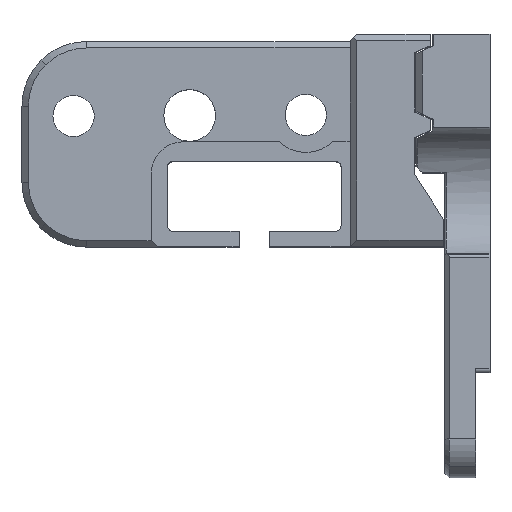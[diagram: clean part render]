
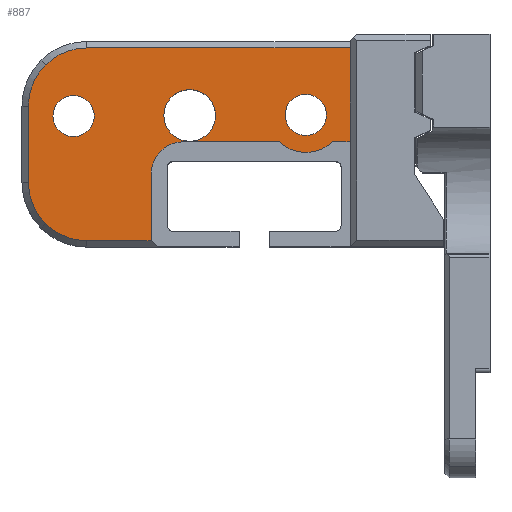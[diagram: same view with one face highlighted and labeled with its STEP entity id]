
A CAD part, top view. The second image highlights one B-rep face of the part: STEP entity #887.
In plain terms, the highlighted planar face has unit normal (0, 0, 1).
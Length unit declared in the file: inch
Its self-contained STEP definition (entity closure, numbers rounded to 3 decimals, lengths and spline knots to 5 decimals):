
#887=ADVANCED_FACE('',(#1809,#1810,#1811,#1812),#1813,.F.);
#1809=FACE_OUTER_BOUND('',#2766,.T.);
#1810=FACE_BOUND('',#2767,.T.);
#1811=FACE_BOUND('',#2768,.T.);
#1812=FACE_BOUND('',#2769,.T.);
#1813=PLANE('',#2770);
#2766=EDGE_LOOP('',(#5447,#5448,#5449,#5450,#5451,#5452,#5453,#5454,#5455,#5456,#5457,#5458,#5459,#5460));
#2767=EDGE_LOOP('',(#5461,#5462));
#2768=EDGE_LOOP('',(#5463,#5464));
#2769=EDGE_LOOP('',(#5465,#5466));
#2770=AXIS2_PLACEMENT_3D('',#5467,#5468,#5469);
#5447=ORIENTED_EDGE('',*,*,#5953,.F.);
#5448=ORIENTED_EDGE('',*,*,#6352,.T.);
#5449=ORIENTED_EDGE('',*,*,#6933,.T.);
#5450=ORIENTED_EDGE('',*,*,#6814,.T.);
#5451=ORIENTED_EDGE('',*,*,#6705,.T.);
#5452=ORIENTED_EDGE('',*,*,#6821,.F.);
#5453=ORIENTED_EDGE('',*,*,#6409,.T.);
#5454=ORIENTED_EDGE('',*,*,#5931,.T.);
#5455=ORIENTED_EDGE('',*,*,#5996,.F.);
#5456=ORIENTED_EDGE('',*,*,#6117,.F.);
#5457=ORIENTED_EDGE('',*,*,#6447,.F.);
#5458=ORIENTED_EDGE('',*,*,#6775,.F.);
#5459=ORIENTED_EDGE('',*,*,#6910,.F.);
#5460=ORIENTED_EDGE('',*,*,#6332,.F.);
#5461=ORIENTED_EDGE('',*,*,#6927,.F.);
#5462=ORIENTED_EDGE('',*,*,#6934,.F.);
#5463=ORIENTED_EDGE('',*,*,#6867,.F.);
#5464=ORIENTED_EDGE('',*,*,#6000,.F.);
#5465=ORIENTED_EDGE('',*,*,#6935,.F.);
#5466=ORIENTED_EDGE('',*,*,#6439,.F.);
#5467=CARTESIAN_POINT('',(4.18245,-0.77789,-0.55172));
#5468=DIRECTION('',(0.0,-0.0,-1.0));
#5469=DIRECTION('',(0.0,-1.0,0.0));
#5931=EDGE_CURVE('',#7193,#7191,#7194,.T.);
#5953=EDGE_CURVE('',#7231,#7233,#7234,.T.);
#5996=EDGE_CURVE('',#7306,#7191,#7308,.T.);
#6000=EDGE_CURVE('',#7311,#7314,#7315,.T.);
#6117=EDGE_CURVE('',#7517,#7306,#7519,.T.);
#6332=EDGE_CURVE('',#7233,#7888,#7890,.T.);
#6352=EDGE_CURVE('',#7231,#7917,#7919,.T.);
#6409=EDGE_CURVE('',#8008,#7193,#8010,.T.);
#6439=EDGE_CURVE('',#8050,#8053,#8054,.T.);
#6447=EDGE_CURVE('',#8063,#7517,#8065,.T.);
#6705=EDGE_CURVE('',#8406,#8404,#8407,.T.);
#6775=EDGE_CURVE('',#8486,#8063,#8488,.T.);
#6814=EDGE_CURVE('',#8530,#8406,#8532,.T.);
#6821=EDGE_CURVE('',#8008,#8404,#8539,.T.);
#6867=EDGE_CURVE('',#7314,#7311,#8597,.T.);
#6910=EDGE_CURVE('',#7888,#8486,#8640,.T.);
#6927=EDGE_CURVE('',#8658,#8656,#8660,.T.);
#6933=EDGE_CURVE('',#7917,#8530,#8666,.T.);
#6934=EDGE_CURVE('',#8656,#8658,#8667,.T.);
#6935=EDGE_CURVE('',#8053,#8050,#8668,.T.);
#7191=VERTEX_POINT('',#9058);
#7193=VERTEX_POINT('',#9061);
#7194=LINE('',#9062,#9063);
#7231=VERTEX_POINT('',#9114);
#7233=VERTEX_POINT('',#9117);
#7234=LINE('',#9118,#9119);
#7306=VERTEX_POINT('',#9227);
#7308=LINE('',#9230,#9231);
#7311=VERTEX_POINT('',#9235);
#7314=VERTEX_POINT('',#9239);
#7315=CIRCLE('',#9240,0.06296);
#7517=VERTEX_POINT('',#9535);
#7519=CIRCLE('',#9538,0.17717);
#7888=VERTEX_POINT('',#10173);
#7890=CIRCLE('',#10176,0.17717);
#7917=VERTEX_POINT('',#10214);
#7919=LINE('',#10217,#10218);
#8008=VERTEX_POINT('',#10341);
#8010=LINE('',#10344,#10345);
#8050=VERTEX_POINT('',#10401);
#8053=VERTEX_POINT('',#10405);
#8054=CIRCLE('',#10406,0.06299);
#8063=VERTEX_POINT('',#10418);
#8065=CIRCLE('',#10421,0.17717);
#8404=VERTEX_POINT('',#10940);
#8406=VERTEX_POINT('',#10943);
#8407=LINE('',#10944,#10945);
#8486=VERTEX_POINT('',#11062);
#8488=LINE('',#11065,#11066);
#8530=VERTEX_POINT('',#11125);
#8532=CIRCLE('',#11128,0.09843);
#8539=CIRCLE('',#11137,0.11614);
#8597=CIRCLE('',#11231,0.06296);
#8640=CIRCLE('',#11291,0.17717);
#8656=VERTEX_POINT('',#11314);
#8658=VERTEX_POINT('',#11317);
#8660=CIRCLE('',#11320,0.07874);
#8666=CIRCLE('',#11327,0.09843);
#8667=CIRCLE('',#11328,0.07874);
#8668=CIRCLE('',#11329,0.06299);
#9058=CARTESIAN_POINT('',(4.34802,-0.32391,-0.55172));
#9061=CARTESIAN_POINT('',(4.34802,-0.61153,-0.55172));
#9062=CARTESIAN_POINT('',(4.34802,-0.69092,-0.55172));
#9063=VECTOR('',#11492,1.0);
#9114=CARTESIAN_POINT('',(3.74011,-0.91173,-0.55172));
#9117=CARTESIAN_POINT('',(3.54317,-0.91173,-0.55172));
#9118=CARTESIAN_POINT('',(4.06199,-0.91173,-0.55172));
#9119=VECTOR('',#11520,1.0);
#9227=CARTESIAN_POINT('',(3.54317,-0.32391,-0.55172));
#9230=CARTESIAN_POINT('',(4.00111,-0.32391,-0.55172));
#9231=VECTOR('',#11561,1.0);
#9235=CARTESIAN_POINT('',(3.50381,-0.59457,-0.55172));
#9239=CARTESIAN_POINT('',(3.50381,-0.46866,-0.55172));
#9240=AXIS2_PLACEMENT_3D('',#11564,#11565,#11566);
#9535=CARTESIAN_POINT('',(3.41789,-0.3758,-0.55172));
#9538=AXIS2_PLACEMENT_3D('',#11678,#11679,#11680);
#10173=CARTESIAN_POINT('',(3.41789,-0.85984,-0.55172));
#10176=AXIS2_PLACEMENT_3D('',#11899,#11900,#11901);
#10214=CARTESIAN_POINT('',(3.74011,-0.70996,-0.55172));
#10217=CARTESIAN_POINT('',(3.74011,-0.7704,-0.55172));
#10218=VECTOR('',#11920,1.0);
#10341=CARTESIAN_POINT('',(4.29328,-0.61153,-0.55172));
#10344=CARTESIAN_POINT('',(4.17536,-0.61153,-0.55172));
#10345=VECTOR('',#11989,1.0);
#10401=CARTESIAN_POINT('',(4.21245,-0.59112,-0.55172));
#10405=CARTESIAN_POINT('',(4.21245,-0.46514,-0.55172));
#10406=AXIS2_PLACEMENT_3D('',#12016,#12017,#12018);
#10418=CARTESIAN_POINT('',(3.366,-0.50107,-0.55172));
#10421=AXIS2_PLACEMENT_3D('',#12026,#12027,#12028);
#10940=CARTESIAN_POINT('',(4.13162,-0.61153,-0.55172));
#10943=CARTESIAN_POINT('',(3.83854,-0.61153,-0.55172));
#10944=CARTESIAN_POINT('',(4.17536,-0.61153,-0.55172));
#10945=VECTOR('',#12251,1.0);
#11062=CARTESIAN_POINT('',(3.366,-0.73456,-0.55172));
#11065=CARTESIAN_POINT('',(3.366,-0.86578,-0.55172));
#11066=VECTOR('',#12297,1.0);
#11125=CARTESIAN_POINT('',(3.76894,-0.64036,-0.55172));
#11128=AXIS2_PLACEMENT_3D('',#12322,#12323,#12324);
#11137=AXIS2_PLACEMENT_3D('',#12327,#12328,#12329);
#11231=AXIS2_PLACEMENT_3D('',#12370,#12371,#12372);
#11291=AXIS2_PLACEMENT_3D('',#12393,#12394,#12395);
#11314=CARTESIAN_POINT('',(3.85813,-0.60861,-0.55172));
#11317=CARTESIAN_POINT('',(3.85813,-0.45113,-0.55172));
#11320=AXIS2_PLACEMENT_3D('',#12408,#12409,#12410);
#11327=AXIS2_PLACEMENT_3D('',#12412,#12413,#12414);
#11328=AXIS2_PLACEMENT_3D('',#12415,#12416,#12417);
#11329=AXIS2_PLACEMENT_3D('',#12418,#12419,#12420);
#11492=DIRECTION('',(0.0,1.0,0.0));
#11520=DIRECTION('',(-1.0,0.0,0.0));
#11561=DIRECTION('',(1.0,0.,0.0));
#11564=CARTESIAN_POINT('',(3.50381,-0.53161,-0.55172));
#11565=DIRECTION('',(0.0,0.0,1.0));
#11566=DIRECTION('',(0.,-1.0,0.0));
#11678=CARTESIAN_POINT('',(3.54317,-0.50107,-0.55172));
#11679=DIRECTION('',(0.0,0.0,-1.0));
#11680=DIRECTION('',(-0.707,0.707,0.0));
#11899=CARTESIAN_POINT('',(3.54317,-0.73456,-0.55172));
#11900=DIRECTION('',(-0.0,0.0,-1.0));
#11901=DIRECTION('',(-0.707,-0.707,0.0));
#11920=DIRECTION('',(0.,1.0,0.0));
#11989=DIRECTION('',(1.0,0.,0.0));
#12016=CARTESIAN_POINT('',(4.21245,-0.52813,-0.55172));
#12017=DIRECTION('',(0.0,0.0,1.0));
#12018=DIRECTION('',(0.,-1.0,0.0));
#12026=CARTESIAN_POINT('',(3.54317,-0.50107,-0.55172));
#12027=DIRECTION('',(0.0,0.0,-1.0));
#12028=DIRECTION('',(-0.707,0.707,0.0));
#12251=DIRECTION('',(1.0,0.,0.0));
#12297=DIRECTION('',(0.,1.0,0.0));
#12322=CARTESIAN_POINT('',(3.83854,-0.70996,-0.55172));
#12323=DIRECTION('',(0.0,0.0,-1.0));
#12324=DIRECTION('',(-0.707,0.707,0.0));
#12327=CARTESIAN_POINT('',(4.21245,-0.52813,-0.55172));
#12328=DIRECTION('',(0.0,0.0,-1.0));
#12329=DIRECTION('',(1.0,0.0,0.0));
#12370=CARTESIAN_POINT('',(3.50381,-0.53161,-0.55172));
#12371=DIRECTION('',(0.0,0.0,1.0));
#12372=DIRECTION('',(0.,-1.0,0.0));
#12393=CARTESIAN_POINT('',(3.54317,-0.73456,-0.55172));
#12394=DIRECTION('',(-0.0,0.0,-1.0));
#12395=DIRECTION('',(-0.707,-0.707,0.0));
#12408=CARTESIAN_POINT('',(3.85813,-0.52987,-0.55172));
#12409=DIRECTION('',(0.0,0.0,1.0));
#12410=DIRECTION('',(0.,-1.0,0.0));
#12412=CARTESIAN_POINT('',(3.83854,-0.70996,-0.55172));
#12413=DIRECTION('',(0.0,0.0,-1.0));
#12414=DIRECTION('',(-0.707,0.707,0.0));
#12415=CARTESIAN_POINT('',(3.85813,-0.52987,-0.55172));
#12416=DIRECTION('',(0.0,0.0,1.0));
#12417=DIRECTION('',(0.,-1.0,0.0));
#12418=CARTESIAN_POINT('',(4.21245,-0.52813,-0.55172));
#12419=DIRECTION('',(0.0,0.0,1.0));
#12420=DIRECTION('',(0.,-1.0,0.0));
